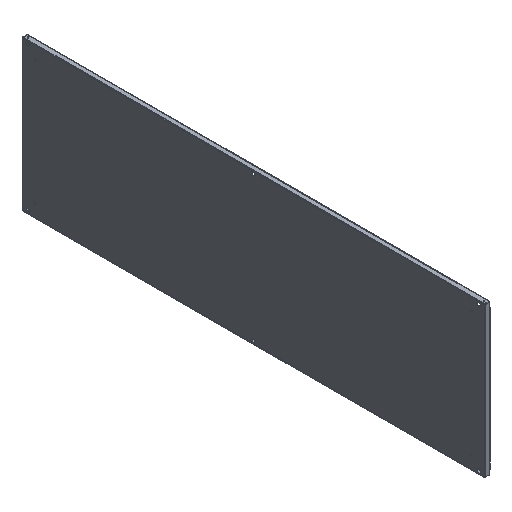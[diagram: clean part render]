
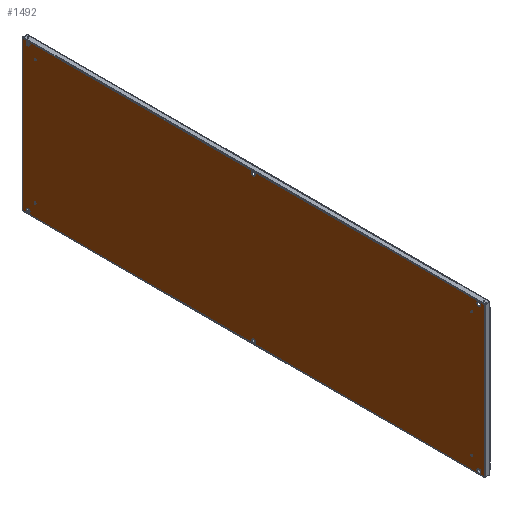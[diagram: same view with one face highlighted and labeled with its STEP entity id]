
A CAD part, isometric view. The second image highlights one B-rep face of the part: STEP entity #1492.
In plain terms, the highlighted planar face has unit normal (-1, 0, 0).
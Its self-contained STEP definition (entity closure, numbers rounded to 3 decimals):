
#106 = DIRECTION ( 'NONE',  ( 0., -1., 0. ) ) ;
#121 = VECTOR ( 'NONE', #338, 1000. ) ;
#124 = EDGE_CURVE ( 'NONE', #152, #1194, #1382, .T. ) ;
#152 = VERTEX_POINT ( 'NONE', #2663 ) ;
#153 = VERTEX_POINT ( 'NONE', #1148 ) ;
#190 = CARTESIAN_POINT ( 'NONE',  ( -2., 0., 327.5 ) ) ;
#215 = ORIENTED_EDGE ( 'NONE', *, *, #686, .T. ) ;
#239 = CARTESIAN_POINT ( 'NONE',  ( -2., -1020., -327.5 ) ) ;
#240 = EDGE_LOOP ( 'NONE', ( #243 ) ) ;
#243 = ORIENTED_EDGE ( 'NONE', *, *, #2880, .F. ) ;
#246 = CARTESIAN_POINT ( 'NONE',  ( -2., 1020., -327.5 ) ) ;
#276 = FACE_BOUND ( 'NONE', #240, .T. ) ;
#304 = EDGE_LOOP ( 'NONE', ( #2836, #775, #1696, #1599 ) ) ;
#313 = ORIENTED_EDGE ( 'NONE', *, *, #2922, .F. ) ;
#328 = CARTESIAN_POINT ( 'NONE',  ( -2., 1045., -338. ) ) ;
#338 = DIRECTION ( 'NONE',  ( 0., 0., -1. ) ) ;
#382 = CIRCLE ( 'NONE', #2637, 8. ) ;
#390 = VERTEX_POINT ( 'NONE', #1631 ) ;
#452 = VECTOR ( 'NONE', #902, 1000. ) ;
#464 = DIRECTION ( 'NONE',  ( 0., -1., 0. ) ) ;
#474 = ORIENTED_EDGE ( 'NONE', *, *, #1088, .T. ) ;
#500 = DIRECTION ( 'NONE',  ( 0., -1., 0. ) ) ;
#518 = CIRCLE ( 'NONE', #569, 8. ) ;
#524 = CARTESIAN_POINT ( 'NONE',  ( -2., -1045., 338. ) ) ;
#569 = AXIS2_PLACEMENT_3D ( 'NONE', #246, #1239, #500 ) ;
#596 = AXIS2_PLACEMENT_3D ( 'NONE', #971, #3206, #2975 ) ;
#633 = VERTEX_POINT ( 'NONE', #3167 ) ;
#645 = CIRCLE ( 'NONE', #596, 3.5 ) ;
#656 = CARTESIAN_POINT ( 'NONE',  ( -2., 1045., 338. ) ) ;
#680 = VERTEX_POINT ( 'NONE', #2405 ) ;
#686 = EDGE_CURVE ( 'NONE', #153, #153, #2177, .T. ) ;
#736 = DIRECTION ( 'NONE',  ( -1., 0., 0. ) ) ;
#744 = FACE_OUTER_BOUND ( 'NONE', #304, .T. ) ;
#751 = AXIS2_PLACEMENT_3D ( 'NONE', #239, #2212, #976 ) ;
#758 = DIRECTION ( 'NONE',  ( 1., 0., 0. ) ) ;
#775 = ORIENTED_EDGE ( 'NONE', *, *, #2677, .F. ) ;
#798 = EDGE_LOOP ( 'NONE', ( #2662 ) ) ;
#839 = VERTEX_POINT ( 'NONE', #1565 ) ;
#861 = VECTOR ( 'NONE', #106, 1000. ) ;
#896 = VERTEX_POINT ( 'NONE', #2907 ) ;
#902 = DIRECTION ( 'NONE',  ( 0., -1., 0. ) ) ;
#915 = DIRECTION ( 'NONE',  ( -1., 0., 0. ) ) ;
#964 = EDGE_LOOP ( 'NONE', ( #1762 ) ) ;
#971 = CARTESIAN_POINT ( 'NONE',  ( -2., -988., 281. ) ) ;
#976 = DIRECTION ( 'NONE',  ( 0., -1., 0. ) ) ;
#977 = DIRECTION ( 'NONE',  ( 1., 0., 0. ) ) ;
#993 = CARTESIAN_POINT ( 'NONE',  ( -2., 1045., 338. ) ) ;
#1015 = DIRECTION ( 'NONE',  ( 0., -1., 0. ) ) ;
#1020 = DIRECTION ( 'NONE',  ( 0., 0., -1. ) ) ;
#1021 = CIRCLE ( 'NONE', #2813, 8. ) ;
#1022 = ORIENTED_EDGE ( 'NONE', *, *, #2103, .T. ) ;
#1044 = EDGE_LOOP ( 'NONE', ( #3007 ) ) ;
#1045 = FACE_BOUND ( 'NONE', #2876, .T. ) ;
#1068 = DIRECTION ( 'NONE',  ( 1., 0., 0. ) ) ;
#1088 = EDGE_CURVE ( 'NONE', #896, #896, #518, .T. ) ;
#1095 = CARTESIAN_POINT ( 'NONE',  ( -2., 1045., -338. ) ) ;
#1098 = VERTEX_POINT ( 'NONE', #328 ) ;
#1141 = LINE ( 'NONE', #1364, #121 ) ;
#1148 = CARTESIAN_POINT ( 'NONE',  ( -2., -991.5, -281. ) ) ;
#1162 = DIRECTION ( 'NONE',  ( 1., 0., 0. ) ) ;
#1178 = VERTEX_POINT ( 'NONE', #2921 ) ;
#1183 = EDGE_LOOP ( 'NONE', ( #2468 ) ) ;
#1194 = VERTEX_POINT ( 'NONE', #1832 ) ;
#1214 = FACE_BOUND ( 'NONE', #1663, .T. ) ;
#1239 = DIRECTION ( 'NONE',  ( 1., 0., 0. ) ) ;
#1364 = CARTESIAN_POINT ( 'NONE',  ( -2., 1045., 338. ) ) ;
#1382 = LINE ( 'NONE', #656, #452 ) ;
#1417 = ORIENTED_EDGE ( 'NONE', *, *, #2523, .F. ) ;
#1434 = VERTEX_POINT ( 'NONE', #2457 ) ;
#1480 = FACE_BOUND ( 'NONE', #2784, .T. ) ;
#1492 = ADVANCED_FACE ( 'NONE', ( #2524, #276, #1045, #1707, #1214, #2032, #2267, #3033, #2214, #1480, #744 ), #3230, .F. ) ;
#1565 = CARTESIAN_POINT ( 'NONE',  ( -2., -1045., -338. ) ) ;
#1599 = ORIENTED_EDGE ( 'NONE', *, *, #2409, .T. ) ;
#1631 = CARTESIAN_POINT ( 'NONE',  ( -2., -1028., 327.5 ) ) ;
#1649 = DIRECTION ( 'NONE',  ( -1., 0., 0. ) ) ;
#1663 = EDGE_LOOP ( 'NONE', ( #1022 ) ) ;
#1675 = VERTEX_POINT ( 'NONE', #2442 ) ;
#1677 = CIRCLE ( 'NONE', #1925, 8. ) ;
#1684 = EDGE_CURVE ( 'NONE', #2165, #2165, #1677, .T. ) ;
#1696 = ORIENTED_EDGE ( 'NONE', *, *, #124, .F. ) ;
#1707 = FACE_BOUND ( 'NONE', #2916, .T. ) ;
#1717 = CARTESIAN_POINT ( 'NONE',  ( -2., 988., -281. ) ) ;
#1762 = ORIENTED_EDGE ( 'NONE', *, *, #2308, .T. ) ;
#1794 = VECTOR ( 'NONE', #1020, 1000. ) ;
#1832 = CARTESIAN_POINT ( 'NONE',  ( -2., -1045., 338. ) ) ;
#1890 = AXIS2_PLACEMENT_3D ( 'NONE', #190, #915, #464 ) ;
#1896 = CARTESIAN_POINT ( 'NONE',  ( -2., -988., -281. ) ) ;
#1909 = CARTESIAN_POINT ( 'NONE',  ( -2., -1028., -327.5 ) ) ;
#1925 = AXIS2_PLACEMENT_3D ( 'NONE', #2046, #2077, #3096 ) ;
#1943 = CIRCLE ( 'NONE', #2155, 3.5 ) ;
#1959 = DIRECTION ( 'NONE',  ( 0., 1., 0. ) ) ;
#2032 = FACE_BOUND ( 'NONE', #964, .T. ) ;
#2043 = CARTESIAN_POINT ( 'NONE',  ( -2., 0., -327.5 ) ) ;
#2046 = CARTESIAN_POINT ( 'NONE',  ( -2., 1020., 327.5 ) ) ;
#2077 = DIRECTION ( 'NONE',  ( -1., 0., 0. ) ) ;
#2103 = EDGE_CURVE ( 'NONE', #2674, #2674, #2692, .T. ) ;
#2147 = CARTESIAN_POINT ( 'NONE',  ( -2., 1012., 327.5 ) ) ;
#2155 = AXIS2_PLACEMENT_3D ( 'NONE', #1717, #1649, #2690 ) ;
#2165 = VERTEX_POINT ( 'NONE', #2147 ) ;
#2177 = CIRCLE ( 'NONE', #2831, 3.5 ) ;
#2212 = DIRECTION ( 'NONE',  ( 1., 0., 0. ) ) ;
#2213 = CIRCLE ( 'NONE', #2273, 3.5 ) ;
#2214 = FACE_BOUND ( 'NONE', #2343, .T. ) ;
#2267 = FACE_BOUND ( 'NONE', #1183, .T. ) ;
#2273 = AXIS2_PLACEMENT_3D ( 'NONE', #3009, #758, #3079 ) ;
#2308 = EDGE_CURVE ( 'NONE', #1675, #1675, #382, .T. ) ;
#2326 = LINE ( 'NONE', #1095, #861 ) ;
#2343 = EDGE_LOOP ( 'NONE', ( #1417 ) ) ;
#2405 = CARTESIAN_POINT ( 'NONE',  ( -2., -991.5, 281. ) ) ;
#2409 = EDGE_CURVE ( 'NONE', #152, #1098, #1141, .T. ) ;
#2442 = CARTESIAN_POINT ( 'NONE',  ( -2., -8., -327.5 ) ) ;
#2457 = CARTESIAN_POINT ( 'NONE',  ( -2., 991.5, -281. ) ) ;
#2468 = ORIENTED_EDGE ( 'NONE', *, *, #3122, .F. ) ;
#2476 = CARTESIAN_POINT ( 'NONE',  ( -2., -1020., 327.5 ) ) ;
#2487 = CIRCLE ( 'NONE', #1890, 8. ) ;
#2523 = EDGE_CURVE ( 'NONE', #680, #680, #645, .T. ) ;
#2524 = FACE_BOUND ( 'NONE', #1044, .T. ) ;
#2534 = LINE ( 'NONE', #524, #1794 ) ;
#2637 = AXIS2_PLACEMENT_3D ( 'NONE', #2043, #1068, #3081 ) ;
#2662 = ORIENTED_EDGE ( 'NONE', *, *, #1684, .F. ) ;
#2663 = CARTESIAN_POINT ( 'NONE',  ( -2., 1045., 338. ) ) ;
#2674 = VERTEX_POINT ( 'NONE', #1909 ) ;
#2677 = EDGE_CURVE ( 'NONE', #1194, #839, #2534, .T. ) ;
#2690 = DIRECTION ( 'NONE',  ( 0., 1., 0. ) ) ;
#2692 = CIRCLE ( 'NONE', #751, 8. ) ;
#2742 = EDGE_CURVE ( 'NONE', #633, #633, #2213, .T. ) ;
#2784 = EDGE_LOOP ( 'NONE', ( #313 ) ) ;
#2813 = AXIS2_PLACEMENT_3D ( 'NONE', #2476, #736, #1015 ) ;
#2831 = AXIS2_PLACEMENT_3D ( 'NONE', #1896, #1162, #3180 ) ;
#2836 = ORIENTED_EDGE ( 'NONE', *, *, #3163, .T. ) ;
#2876 = EDGE_LOOP ( 'NONE', ( #215 ) ) ;
#2880 = EDGE_CURVE ( 'NONE', #1434, #1434, #1943, .T. ) ;
#2893 = AXIS2_PLACEMENT_3D ( 'NONE', #993, #977, #1959 ) ;
#2907 = CARTESIAN_POINT ( 'NONE',  ( -2., 1012., -327.5 ) ) ;
#2916 = EDGE_LOOP ( 'NONE', ( #474 ) ) ;
#2921 = CARTESIAN_POINT ( 'NONE',  ( -2., -8., 327.5 ) ) ;
#2922 = EDGE_CURVE ( 'NONE', #1178, #1178, #2487, .T. ) ;
#2975 = DIRECTION ( 'NONE',  ( 0., -1., 0. ) ) ;
#3007 = ORIENTED_EDGE ( 'NONE', *, *, #2742, .T. ) ;
#3009 = CARTESIAN_POINT ( 'NONE',  ( -2., 988., 281. ) ) ;
#3033 = FACE_BOUND ( 'NONE', #798, .T. ) ;
#3079 = DIRECTION ( 'NONE',  ( 0., 1., 0. ) ) ;
#3081 = DIRECTION ( 'NONE',  ( 0., -1., 0. ) ) ;
#3096 = DIRECTION ( 'NONE',  ( 0., -1., 0. ) ) ;
#3122 = EDGE_CURVE ( 'NONE', #390, #390, #1021, .T. ) ;
#3163 = EDGE_CURVE ( 'NONE', #1098, #839, #2326, .T. ) ;
#3167 = CARTESIAN_POINT ( 'NONE',  ( -2., 991.5, 281. ) ) ;
#3180 = DIRECTION ( 'NONE',  ( 0., -1., 0. ) ) ;
#3206 = DIRECTION ( 'NONE',  ( -1., 0., 0. ) ) ;
#3230 = PLANE ( 'NONE',  #2893 ) ;
